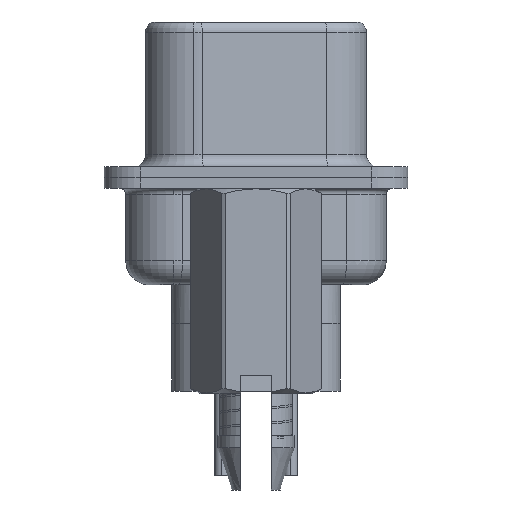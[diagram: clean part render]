
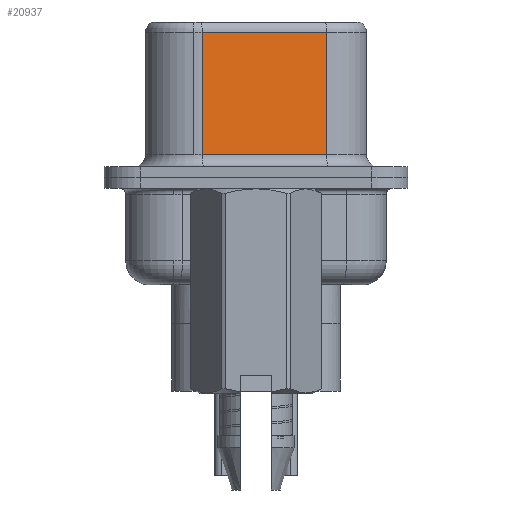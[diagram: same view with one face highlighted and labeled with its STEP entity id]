
A CAD part, left-side view. The second image highlights one B-rep face of the part: STEP entity #20937.
In plain terms, the highlighted planar face has unit normal (-0.985, -0.174, 0).
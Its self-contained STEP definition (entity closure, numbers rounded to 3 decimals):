
#363 = CARTESIAN_POINT ( 'NONE',  ( 3.67, 2.233, 0.95 ) ) ;
#502 = LINE ( 'NONE', #30574, #11072 ) ;
#2660 = CARTESIAN_POINT ( 'NONE',  ( 4.58, -2.927, 6.02 ) ) ;
#4851 = AXIS2_PLACEMENT_3D ( 'NONE', #26763, #30568, #33694 ) ;
#6208 = EDGE_CURVE ( 'NONE', #41838, #39824, #26227, .T. ) ;
#6417 = LINE ( 'NONE', #19997, #24646 ) ;
#6809 = ORIENTED_EDGE ( 'NONE', *, *, #6208, .T. ) ;
#7153 = VERTEX_POINT ( 'NONE', #363 ) ;
#8646 = EDGE_CURVE ( 'NONE', #7153, #22188, #27634, .T. ) ;
#8787 = EDGE_CURVE ( 'NONE', #39824, #7153, #502, .T. ) ;
#10287 = CARTESIAN_POINT ( 'NONE',  ( 4.58, -2.927, 0.95 ) ) ;
#10623 = DIRECTION ( 'NONE',  ( 0., 0., -1. ) ) ;
#11072 = VECTOR ( 'NONE', #20747, 1000. ) ;
#11648 = VECTOR ( 'NONE', #16455, 1000. ) ;
#13194 = FACE_OUTER_BOUND ( 'NONE', #17821, .T. ) ;
#13214 = EDGE_CURVE ( 'NONE', #41838, #22188, #6417, .T. ) ;
#14373 = ORIENTED_EDGE ( 'NONE', *, *, #13214, .F. ) ;
#16455 = DIRECTION ( 'NONE',  ( -0.174, 0.985, 0. ) ) ;
#17821 = EDGE_LOOP ( 'NONE', ( #14373, #6809, #33996, #21280 ) ) ;
#19997 = CARTESIAN_POINT ( 'NONE',  ( 4.58, -2.927, 6.52 ) ) ;
#20747 = DIRECTION ( 'NONE',  ( 0., 0., -1. ) ) ;
#20937 = ADVANCED_FACE ( 'NONE', ( #13194 ), #33903, .F. ) ;
#21173 = DIRECTION ( 'NONE',  ( 0.174, -0.985, 0. ) ) ;
#21280 = ORIENTED_EDGE ( 'NONE', *, *, #8646, .T. ) ;
#22188 = VERTEX_POINT ( 'NONE', #28584 ) ;
#24646 = VECTOR ( 'NONE', #10623, 1000. ) ;
#26227 = LINE ( 'NONE', #2660, #11648 ) ;
#26763 = CARTESIAN_POINT ( 'NONE',  ( 4.58, -2.927, 6.52 ) ) ;
#27634 = LINE ( 'NONE', #10287, #38077 ) ;
#28584 = CARTESIAN_POINT ( 'NONE',  ( 4.58, -2.927, 0.95 ) ) ;
#29490 = CARTESIAN_POINT ( 'NONE',  ( 3.67, 2.233, 6.02 ) ) ;
#30568 = DIRECTION ( 'NONE',  ( 0.985, 0.174, 0. ) ) ;
#30574 = CARTESIAN_POINT ( 'NONE',  ( 3.67, 2.233, 6.52 ) ) ;
#33694 = DIRECTION ( 'NONE',  ( -0.174, 0.985, 0. ) ) ;
#33903 = PLANE ( 'NONE',  #4851 ) ;
#33996 = ORIENTED_EDGE ( 'NONE', *, *, #8787, .T. ) ;
#38077 = VECTOR ( 'NONE', #21173, 1000. ) ;
#39824 = VERTEX_POINT ( 'NONE', #29490 ) ;
#40584 = CARTESIAN_POINT ( 'NONE',  ( 4.58, -2.927, 6.02 ) ) ;
#41838 = VERTEX_POINT ( 'NONE', #40584 ) ;
